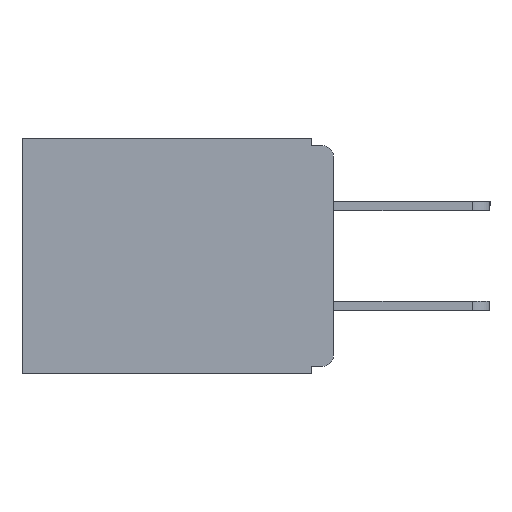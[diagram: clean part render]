
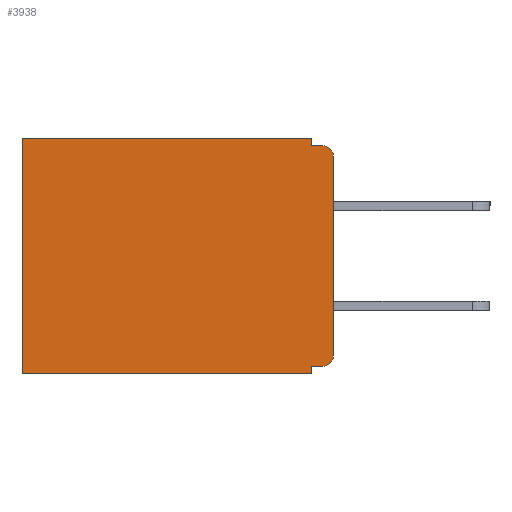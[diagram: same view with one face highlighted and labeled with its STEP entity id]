
A CAD part, left-side view. The second image highlights one B-rep face of the part: STEP entity #3938.
In plain terms, the highlighted planar face has unit normal (-1, 0, 0).
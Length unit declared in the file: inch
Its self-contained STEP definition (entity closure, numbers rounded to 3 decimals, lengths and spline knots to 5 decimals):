
#267 = VECTOR ( 'NONE', #14980, 39.37008 ) ;
#670 = PLANE ( 'NONE',  #13055 ) ;
#1166 = AXIS2_PLACEMENT_3D ( 'NONE', #13402, #3384, #15055 ) ;
#1369 = CARTESIAN_POINT ( 'NONE',  ( 0.3, 0.015, -0.025 ) ) ;
#1526 = EDGE_CURVE ( 'NONE', #3370, #10070, #12136, .T. ) ;
#1781 = ORIENTED_EDGE ( 'NONE', *, *, #1526, .F. ) ;
#2491 = VERTEX_POINT ( 'NONE', #6486 ) ;
#2843 = ORIENTED_EDGE ( 'NONE', *, *, #9404, .F. ) ;
#3105 = DIRECTION ( 'NONE',  ( 0., 0., -1. ) ) ;
#3224 = DIRECTION ( 'NONE',  ( 1., 0., 0. ) ) ;
#3263 = ORIENTED_EDGE ( 'NONE', *, *, #17607, .F. ) ;
#3370 = VERTEX_POINT ( 'NONE', #7715 ) ;
#3384 = DIRECTION ( 'NONE',  ( -1., 0., 0. ) ) ;
#3736 = LINE ( 'NONE', #14088, #16535 ) ;
#3938 = ADVANCED_FACE ( 'NONE', ( #17711 ), #670, .F. ) ;
#4100 = DIRECTION ( 'NONE',  ( 0., 1., 0. ) ) ;
#4273 = CARTESIAN_POINT ( 'NONE',  ( 0.3, 0.437, -0.33 ) ) ;
#4695 = CARTESIAN_POINT ( 'NONE',  ( 0.3, 0.031, 0. ) ) ;
#4784 = VECTOR ( 'NONE', #8976, 39.37008 ) ;
#5604 = CARTESIAN_POINT ( 'NONE',  ( 0.3, 0., -0.33 ) ) ;
#5818 = ORIENTED_EDGE ( 'NONE', *, *, #17323, .T. ) ;
#5997 = LINE ( 'NONE', #5604, #6534 ) ;
#6486 = CARTESIAN_POINT ( 'NONE',  ( 0.3, 0.031, -0.33 ) ) ;
#6503 = ORIENTED_EDGE ( 'NONE', *, *, #8118, .F. ) ;
#6534 = VECTOR ( 'NONE', #17304, 39.37008 ) ;
#6610 = CARTESIAN_POINT ( 'NONE',  ( 0.3, 0.031, 0. ) ) ;
#6654 = CARTESIAN_POINT ( 'NONE',  ( 0.3, 0., 0. ) ) ;
#6985 = ORIENTED_EDGE ( 'NONE', *, *, #7711, .T. ) ;
#7474 = DIRECTION ( 'NONE',  ( 0., 0., -1. ) ) ;
#7482 = CARTESIAN_POINT ( 'NONE',  ( 0.3, 0.015, -0.32 ) ) ;
#7568 = DIRECTION ( 'NONE',  ( 0., 0., -1. ) ) ;
#7639 = VECTOR ( 'NONE', #9079, 39.37008 ) ;
#7682 = CARTESIAN_POINT ( 'NONE',  ( 0.3, 0., -0.01 ) ) ;
#7711 = EDGE_CURVE ( 'NONE', #10324, #14999, #19823, .T. ) ;
#7715 = CARTESIAN_POINT ( 'NONE',  ( 0.3, 0.031, -0.01 ) ) ;
#7810 = AXIS2_PLACEMENT_3D ( 'NONE', #1369, #13137, #3105 ) ;
#8118 = EDGE_CURVE ( 'NONE', #17361, #2491, #9205, .T. ) ;
#8976 = DIRECTION ( 'NONE',  ( 0., 0., -1. ) ) ;
#9079 = DIRECTION ( 'NONE',  ( 0., -1., 0. ) ) ;
#9094 = DIRECTION ( 'NONE',  ( 0., 1., 0. ) ) ;
#9205 = LINE ( 'NONE', #20502, #4784 ) ;
#9404 = EDGE_CURVE ( 'NONE', #14619, #13412, #5997, .T. ) ;
#9843 = EDGE_CURVE ( 'NONE', #19037, #13412, #20260, .T. ) ;
#10070 = VERTEX_POINT ( 'NONE', #20764 ) ;
#10099 = DIRECTION ( 'NONE',  ( 0., 1., 0. ) ) ;
#10324 = VERTEX_POINT ( 'NONE', #11835 ) ;
#10412 = VECTOR ( 'NONE', #4100, 39.37008 ) ;
#10619 = EDGE_LOOP ( 'NONE', ( #2843, #20594, #1781, #20777, #5818, #6985, #18225, #6503, #3263, #15993 ) ) ;
#11482 = CARTESIAN_POINT ( 'NONE',  ( 0.3, 0., -0.33 ) ) ;
#11496 = EDGE_CURVE ( 'NONE', #16658, #3370, #13685, .T. ) ;
#11834 = CARTESIAN_POINT ( 'NONE',  ( 0.3, 0.031, -0.32 ) ) ;
#11835 = CARTESIAN_POINT ( 'NONE',  ( 0.3, 0.437, 0. ) ) ;
#12136 = LINE ( 'NONE', #7682, #7639 ) ;
#13055 = AXIS2_PLACEMENT_3D ( 'NONE', #11482, #3224, #7474 ) ;
#13137 = DIRECTION ( 'NONE',  ( -1., 0., 0. ) ) ;
#13139 = CARTESIAN_POINT ( 'NONE',  ( 0.3, 0.437, -0.33 ) ) ;
#13221 = EDGE_CURVE ( 'NONE', #14619, #10070, #20002, .T. ) ;
#13402 = CARTESIAN_POINT ( 'NONE',  ( 0.3, 0.015, -0.305 ) ) ;
#13412 = VERTEX_POINT ( 'NONE', #15337 ) ;
#13440 = VECTOR ( 'NONE', #10099, 39.37008 ) ;
#13685 = LINE ( 'NONE', #6610, #267 ) ;
#13960 = LINE ( 'NONE', #6654, #13440 ) ;
#14088 = CARTESIAN_POINT ( 'NONE',  ( 0.3, 0., -0.32 ) ) ;
#14619 = VERTEX_POINT ( 'NONE', #15080 ) ;
#14831 = LINE ( 'NONE', #15760, #10412 ) ;
#14980 = DIRECTION ( 'NONE',  ( 0., 0., -1. ) ) ;
#14999 = VERTEX_POINT ( 'NONE', #13139 ) ;
#15055 = DIRECTION ( 'NONE',  ( 0., 0., -1. ) ) ;
#15080 = CARTESIAN_POINT ( 'NONE',  ( 0.3, 0., -0.025 ) ) ;
#15337 = CARTESIAN_POINT ( 'NONE',  ( 0.3, 0., -0.305 ) ) ;
#15480 = VECTOR ( 'NONE', #7568, 39.37008 ) ;
#15760 = CARTESIAN_POINT ( 'NONE',  ( 0.3, 0., -0.33 ) ) ;
#15993 = ORIENTED_EDGE ( 'NONE', *, *, #9843, .T. ) ;
#16535 = VECTOR ( 'NONE', #9094, 39.37008 ) ;
#16658 = VERTEX_POINT ( 'NONE', #4695 ) ;
#17304 = DIRECTION ( 'NONE',  ( 0., 0., -1. ) ) ;
#17323 = EDGE_CURVE ( 'NONE', #16658, #10324, #13960, .T. ) ;
#17361 = VERTEX_POINT ( 'NONE', #11834 ) ;
#17607 = EDGE_CURVE ( 'NONE', #19037, #17361, #3736, .T. ) ;
#17711 = FACE_OUTER_BOUND ( 'NONE', #10619, .T. ) ;
#18225 = ORIENTED_EDGE ( 'NONE', *, *, #21354, .F. ) ;
#19037 = VERTEX_POINT ( 'NONE', #7482 ) ;
#19823 = LINE ( 'NONE', #4273, #15480 ) ;
#20002 = CIRCLE ( 'NONE', #7810, 0.015 ) ;
#20260 = CIRCLE ( 'NONE', #1166, 0.015 ) ;
#20502 = CARTESIAN_POINT ( 'NONE',  ( 0.3, 0.031, -0.33 ) ) ;
#20594 = ORIENTED_EDGE ( 'NONE', *, *, #13221, .T. ) ;
#20764 = CARTESIAN_POINT ( 'NONE',  ( 0.3, 0.015, -0.01 ) ) ;
#20777 = ORIENTED_EDGE ( 'NONE', *, *, #11496, .F. ) ;
#21354 = EDGE_CURVE ( 'NONE', #2491, #14999, #14831, .T. ) ;
